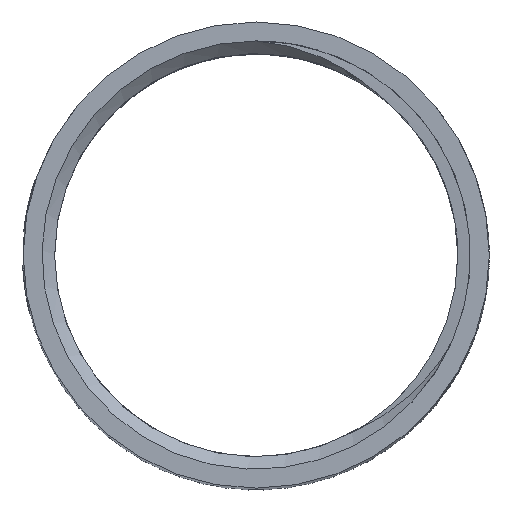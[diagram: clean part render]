
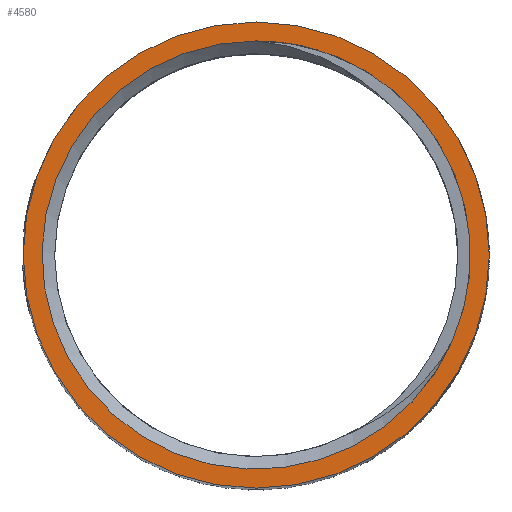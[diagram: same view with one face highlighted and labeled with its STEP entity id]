
A CAD part, top view. The second image highlights one B-rep face of the part: STEP entity #4580.
In plain terms, the highlighted planar face has unit normal (0, 0, 1).
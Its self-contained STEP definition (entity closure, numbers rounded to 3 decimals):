
#120 = ORIENTED_EDGE ( 'NONE', *, *, #4870, .F. ) ;
#403 = CARTESIAN_POINT ( 'NONE',  ( 8.246, 2.091, 0. ) ) ;
#1015 = DIRECTION ( 'NONE',  ( 1., 0., 0. ) ) ;
#1074 = ORIENTED_EDGE ( 'NONE', *, *, #12415, .F. ) ;
#1664 = CARTESIAN_POINT ( 'NONE',  ( 8.441, 1.057, 0. ) ) ;
#1719 = CARTESIAN_POINT ( 'NONE',  ( 0.709, 8.5, 0. ) ) ;
#1895 = CARTESIAN_POINT ( 'NONE',  ( 8.442, -1.048, 0. ) ) ;
#2034 = EDGE_LOOP ( 'NONE', ( #1074, #120 ) ) ;
#2255 = DIRECTION ( 'NONE',  ( 1., 0., 0. ) ) ;
#2911 = CARTESIAN_POINT ( 'NONE',  ( 6.258, 5.763, 0. ) ) ;
#2967 = CARTESIAN_POINT ( 'NONE',  ( 6.016, 6.015, 0. ) ) ;
#3021 = CARTESIAN_POINT ( 'NONE',  ( 0., 8.5, 0. ) ) ;
#4006 = CARTESIAN_POINT ( 'NONE',  ( -9.25, 0., 0. ) ) ;
#4077 = CIRCLE ( 'NONE', #10427, 9.25 ) ;
#4189 = CARTESIAN_POINT ( 'NONE',  ( 0., 0., 0. ) ) ;
#4280 = CARTESIAN_POINT ( 'NONE',  ( 5.227, 6.712, 0. ) ) ;
#4335 = CARTESIAN_POINT ( 'NONE',  ( 6.922, 4.945, 0. ) ) ;
#4448 = CARTESIAN_POINT ( 'NONE',  ( 8.5, 0.36, 0. ) ) ;
#4505 = VERTEX_POINT ( 'NONE', #15073 ) ;
#4517 = FACE_BOUND ( 'NONE', #2034, .T. ) ;
#4580 = ADVANCED_FACE ( 'NONE', ( #4910, #4517 ), #15574, .F. ) ;
#4870 = EDGE_CURVE ( 'NONE', #8878, #4505, #10548, .T. ) ;
#4910 = FACE_OUTER_BOUND ( 'NONE', #13437, .T. ) ;
#4997 = DIRECTION ( 'NONE',  ( 0., 0., -1. ) ) ;
#5298 = ORIENTED_EDGE ( 'NONE', *, *, #10356, .T. ) ;
#5434 = CIRCLE ( 'NONE', #14535, 9.25 ) ;
#5540 = DIRECTION ( 'NONE',  ( 1., 0., 0. ) ) ;
#5576 = CARTESIAN_POINT ( 'NONE',  ( 3.739, 7.642, 0. ) ) ;
#5683 = CARTESIAN_POINT ( 'NONE',  ( 5.501, 6.489, 0. ) ) ;
#6782 = EDGE_CURVE ( 'NONE', #15845, #7944, #4077, .T. ) ;
#6868 = CARTESIAN_POINT ( 'NONE',  ( 3.422, 7.789, 0. ) ) ;
#6919 = CARTESIAN_POINT ( 'NONE',  ( 2.768, 8.044, 0. ) ) ;
#7487 = AXIS2_PLACEMENT_3D ( 'NONE', #16812, #4997, #14115 ) ;
#7944 = VERTEX_POINT ( 'NONE', #4006 ) ;
#8100 = CARTESIAN_POINT ( 'NONE',  ( 6.71, 5.229, 0. ) ) ;
#8796 = DIRECTION ( 'NONE',  ( 0., 0., 1. ) ) ;
#8878 = VERTEX_POINT ( 'NONE', #9514 ) ;
#9411 = CARTESIAN_POINT ( 'NONE',  ( 8.479, -0.695, 0. ) ) ;
#9474 = CARTESIAN_POINT ( 'NONE',  ( 1.405, 8.413, 0. ) ) ;
#9514 = CARTESIAN_POINT ( 'NONE',  ( 0., 8.5, 0. ) ) ;
#9528 = CARTESIAN_POINT ( 'NONE',  ( 8.507, 0.01, 0. ) ) ;
#9631 = CARTESIAN_POINT ( 'NONE',  ( 8.27, -2.085, 0. ) ) ;
#10317 = AXIS2_PLACEMENT_3D ( 'NONE', #16634, #12568, #1015 ) ;
#10356 = EDGE_CURVE ( 'NONE', #7944, #15845, #5434, .T. ) ;
#10427 = AXIS2_PLACEMENT_3D ( 'NONE', #4189, #13293, #5540 ) ;
#10548 = CIRCLE ( 'NONE', #10317, 8.5 ) ;
#10700 = CARTESIAN_POINT ( 'NONE',  ( 4.651, 7.123, 0. ) ) ;
#12010 = CARTESIAN_POINT ( 'NONE',  ( 8.152, 2.434, 0. ) ) ;
#12185 = CARTESIAN_POINT ( 'NONE',  ( 8.072, -2.756, 0. ) ) ;
#12415 = EDGE_CURVE ( 'NONE', #4505, #8878, #12766, .T. ) ;
#12492 = CARTESIAN_POINT ( 'NONE',  ( 0., 0., 0. ) ) ;
#12568 = DIRECTION ( 'NONE',  ( 0., 0., 1. ) ) ;
#12766 = B_SPLINE_CURVE_WITH_KNOTS ( 'NONE', 3,
 ( #13443, #12185, #9631, #1895, #9411, #9528, #4448, #1664, #14567, #403, #12010, #13390, #14621, #4335, #8100, #2911, #2967, #5683, #4280, #10700, #13336, #5576, #6868, #6919, #13498, #9474, #1719, #3021 ),
 .UNSPECIFIED., .F., .F.,
 ( 4, 2, 2, 2, 2, 2, 2, 2, 2, 2, 2, 2, 2, 4 ),
 ( 0., 0.002, 0.003, 0.004, 0.005, 0.006, 0.008, 0.009, 0.01, 0.012, 0.013, 0.014, 0.015, 0.017 ),
 .UNSPECIFIED. ) ;
#13293 = DIRECTION ( 'NONE',  ( 0., 0., 1. ) ) ;
#13336 = CARTESIAN_POINT ( 'NONE',  ( 4.353, 7.309, 0. ) ) ;
#13390 = CARTESIAN_POINT ( 'NONE',  ( 7.809, 3.43, 0. ) ) ;
#13437 = EDGE_LOOP ( 'NONE', ( #16437, #5298 ) ) ;
#13443 = CARTESIAN_POINT ( 'NONE',  ( 7.788, -3.405, 0. ) ) ;
#13498 = CARTESIAN_POINT ( 'NONE',  ( 2.429, 8.153, 0. ) ) ;
#14006 = CARTESIAN_POINT ( 'NONE',  ( 9.25, 0., 0. ) ) ;
#14115 = DIRECTION ( 'NONE',  ( -1., 0., 0. ) ) ;
#14535 = AXIS2_PLACEMENT_3D ( 'NONE', #12492, #8796, #2255 ) ;
#14567 = CARTESIAN_POINT ( 'NONE',  ( 8.391, 1.403, 0. ) ) ;
#14621 = CARTESIAN_POINT ( 'NONE',  ( 7.502, 4.058, 0. ) ) ;
#15073 = CARTESIAN_POINT ( 'NONE',  ( 7.788, -3.405, 0. ) ) ;
#15574 = PLANE ( 'NONE',  #7487 ) ;
#15845 = VERTEX_POINT ( 'NONE', #14006 ) ;
#16437 = ORIENTED_EDGE ( 'NONE', *, *, #6782, .T. ) ;
#16634 = CARTESIAN_POINT ( 'NONE',  ( 0., 0., 0. ) ) ;
#16812 = CARTESIAN_POINT ( 'NONE',  ( 0., 9.338, 0. ) ) ;
